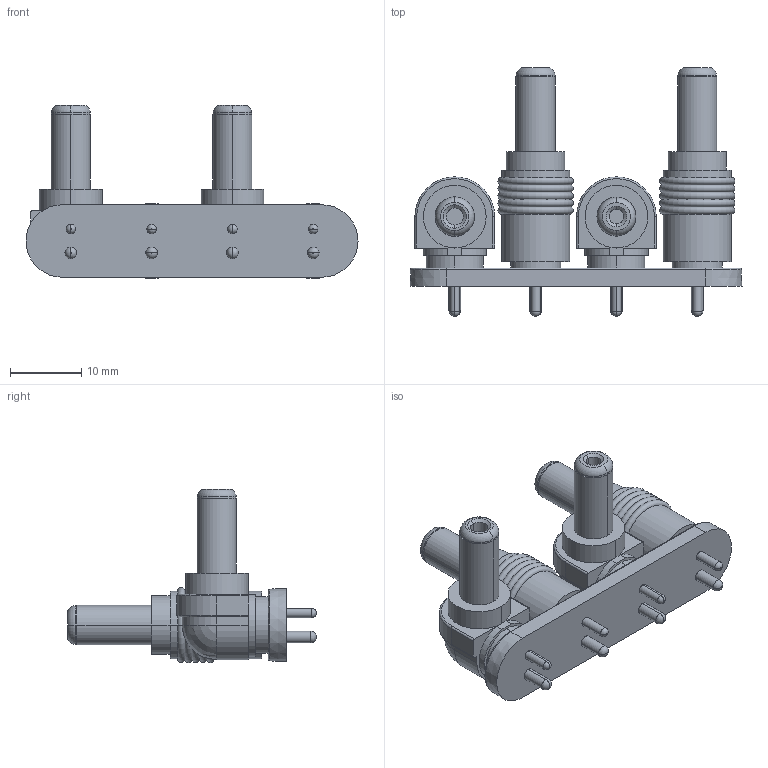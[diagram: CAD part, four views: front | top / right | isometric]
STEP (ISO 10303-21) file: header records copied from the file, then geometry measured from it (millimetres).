
FILE_DESCRIPTION (( 'STEP AP214' ), '1' );
FILE_NAME ('CA-212125K018.STEP', '2013-01-28T19:53:06', ( 'x' ), ( '' ), 'SwSTEP 2.0', 'SolidWorks 2012', '' );
FILE_SCHEMA (( 'AUTOMOTIVE_DESIGN' ));
Length unit declared in the file: inch
Products named in the file (6): CA-212125K018_AdapterJack_RA_2.5mm; CA-212125K018_AdapterJack_2.5mm; CA-212125K018_AdapterJack_RA_2.1mm; CA-212125K018_AdapterJack_2.1mm; CA-212125K018_AdapterHolder; CA-212125K018
Assembly tree (5 placements, depth 2):
  CA-212125K018
    CA-212125K018_AdapterHolder
    CA-212125K018_AdapterJack_2.1mm
    CA-212125K018_AdapterJack_RA_2.1mm
    CA-212125K018_AdapterJack_2.5mm
    CA-212125K018_AdapterJack_RA_2.5mm
Bounding box: 46.53 x 34.8 x 24.29 mm (x, y, z)
Volume: 6489.2 mm3; surface area: 5094.4 mm2
Topology: 5 solids, 5 shells, 218 faces, 472 edges, 288 vertices
Faces by surface type: cylinder 88, plane 52, torus 50, cone 26, sphere 2
Entity records: 8788 total; most frequent: DIRECTION 1230, CARTESIAN_POINT 982, ORIENTED_EDGE 936, AXIS2_PLACEMENT_3D 536, EDGE_CURVE 468, CIRCLE 310, VERTEX_POINT 288, EDGE_LOOP 262
